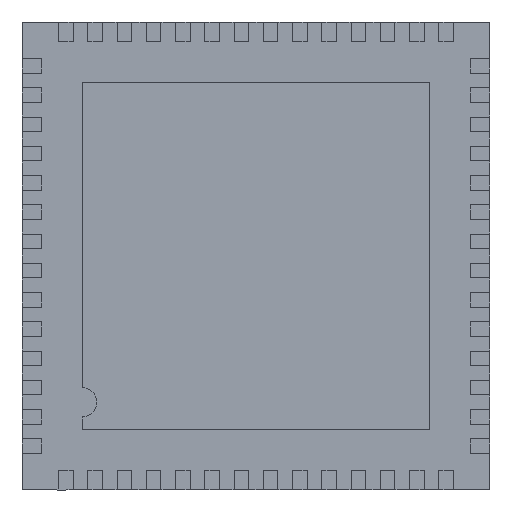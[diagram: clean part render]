
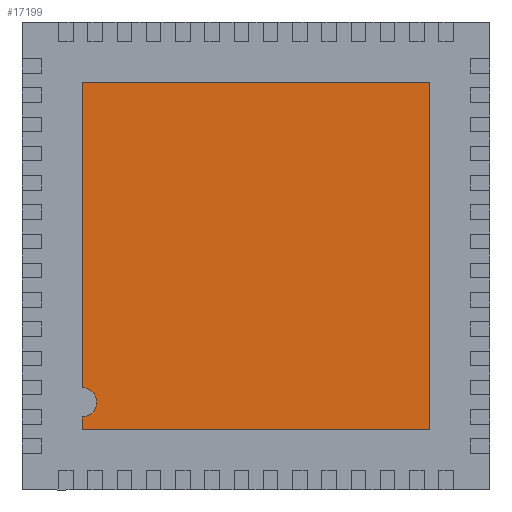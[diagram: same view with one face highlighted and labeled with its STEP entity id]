
A CAD part, front view. The second image highlights one B-rep face of the part: STEP entity #17199.
In plain terms, the highlighted planar face has unit normal (0, -1, 0).
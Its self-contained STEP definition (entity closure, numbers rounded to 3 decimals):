
#911 = CIRCLE ( 'NONE', #31249, 0.25 ) ;
#1916 = VECTOR ( 'NONE', #22803, 1000. ) ;
#2703 = ORIENTED_EDGE ( 'NONE', *, *, #5572, .F. ) ;
#3465 = PLANE ( 'NONE',  #9110 ) ;
#4536 = ORIENTED_EDGE ( 'NONE', *, *, #23341, .T. ) ;
#5106 = CARTESIAN_POINT ( 'NONE',  ( 2.97, 0., 2.97 ) ) ;
#5572 = EDGE_CURVE ( 'NONE', #24815, #26337, #911, .T. ) ;
#5822 = VERTEX_POINT ( 'NONE', #33790 ) ;
#5950 = CARTESIAN_POINT ( 'NONE',  ( 2.97, 0., 2.97 ) ) ;
#6419 = VERTEX_POINT ( 'NONE', #29342 ) ;
#9110 = AXIS2_PLACEMENT_3D ( 'NONE', #30274, #11887, #11536 ) ;
#9710 = CARTESIAN_POINT ( 'NONE',  ( 2.97, 0., 2.97 ) ) ;
#10801 = LINE ( 'NONE', #12924, #1916 ) ;
#11469 = LINE ( 'NONE', #5106, #29594 ) ;
#11536 = DIRECTION ( 'NONE',  ( 0., 0., 1. ) ) ;
#11569 = DIRECTION ( 'NONE',  ( 0., 0., -1. ) ) ;
#11887 = DIRECTION ( 'NONE',  ( 0., 1., 0. ) ) ;
#12011 = DIRECTION ( 'NONE',  ( 0., -1., 0. ) ) ;
#12800 = ORIENTED_EDGE ( 'NONE', *, *, #12844, .T. ) ;
#12804 = ORIENTED_EDGE ( 'NONE', *, *, #34870, .T. ) ;
#12844 = EDGE_CURVE ( 'NONE', #24815, #6419, #26637, .T. ) ;
#12924 = CARTESIAN_POINT ( 'NONE',  ( 2.97, 0., -2.97 ) ) ;
#13267 = CARTESIAN_POINT ( 'NONE',  ( -2.97, 0., -2.25 ) ) ;
#14506 = CARTESIAN_POINT ( 'NONE',  ( -2.97, 0., -2.5 ) ) ;
#15908 = CARTESIAN_POINT ( 'NONE',  ( -2.97, 0., 2.97 ) ) ;
#16553 = CARTESIAN_POINT ( 'NONE',  ( -2.97, 0., 2.97 ) ) ;
#17199 = ADVANCED_FACE ( 'NONE', ( #25945 ), #3465, .F. ) ;
#17797 = LINE ( 'NONE', #5950, #20709 ) ;
#18366 = DIRECTION ( 'NONE',  ( 0., 0., -1. ) ) ;
#19173 = CARTESIAN_POINT ( 'NONE',  ( -2.97, 0., 2.97 ) ) ;
#20709 = VECTOR ( 'NONE', #32744, 1000. ) ;
#22313 = ORIENTED_EDGE ( 'NONE', *, *, #25875, .T. ) ;
#22595 = EDGE_LOOP ( 'NONE', ( #22313, #2703, #12800, #12804, #4536, #22829 ) ) ;
#22803 = DIRECTION ( 'NONE',  ( 1., 0., 0. ) ) ;
#22829 = ORIENTED_EDGE ( 'NONE', *, *, #33036, .T. ) ;
#23341 = EDGE_CURVE ( 'NONE', #5822, #28867, #11469, .T. ) ;
#24815 = VERTEX_POINT ( 'NONE', #30641 ) ;
#25422 = DIRECTION ( 'NONE',  ( 0., 0., -1. ) ) ;
#25875 = EDGE_CURVE ( 'NONE', #30839, #26337, #26843, .T. ) ;
#25945 = FACE_OUTER_BOUND ( 'NONE', #22595, .T. ) ;
#26337 = VERTEX_POINT ( 'NONE', #13267 ) ;
#26637 = LINE ( 'NONE', #16553, #27481 ) ;
#26843 = LINE ( 'NONE', #19173, #28122 ) ;
#27481 = VECTOR ( 'NONE', #11569, 1000. ) ;
#28122 = VECTOR ( 'NONE', #18366, 1000. ) ;
#28867 = VERTEX_POINT ( 'NONE', #9710 ) ;
#29342 = CARTESIAN_POINT ( 'NONE',  ( -2.97, 0., -2.97 ) ) ;
#29594 = VECTOR ( 'NONE', #34378, 1000. ) ;
#30274 = CARTESIAN_POINT ( 'NONE',  ( 0., 0., 0. ) ) ;
#30641 = CARTESIAN_POINT ( 'NONE',  ( -2.97, 0., -2.75 ) ) ;
#30839 = VERTEX_POINT ( 'NONE', #15908 ) ;
#31249 = AXIS2_PLACEMENT_3D ( 'NONE', #14506, #12011, #25422 ) ;
#32744 = DIRECTION ( 'NONE',  ( -1., 0., 0. ) ) ;
#33036 = EDGE_CURVE ( 'NONE', #28867, #30839, #17797, .T. ) ;
#33790 = CARTESIAN_POINT ( 'NONE',  ( 2.97, 0., -2.97 ) ) ;
#34378 = DIRECTION ( 'NONE',  ( 0., 0., 1. ) ) ;
#34870 = EDGE_CURVE ( 'NONE', #6419, #5822, #10801, .T. ) ;
